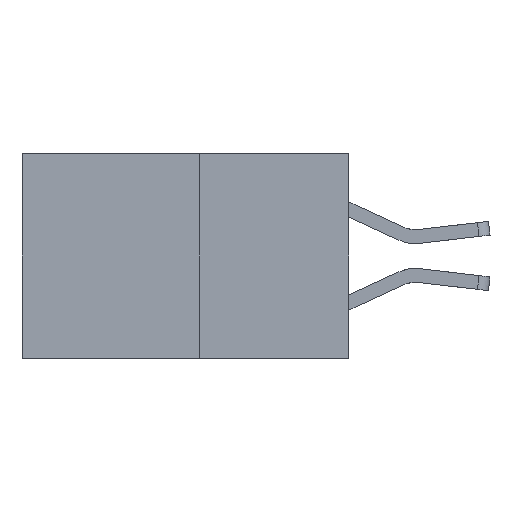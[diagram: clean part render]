
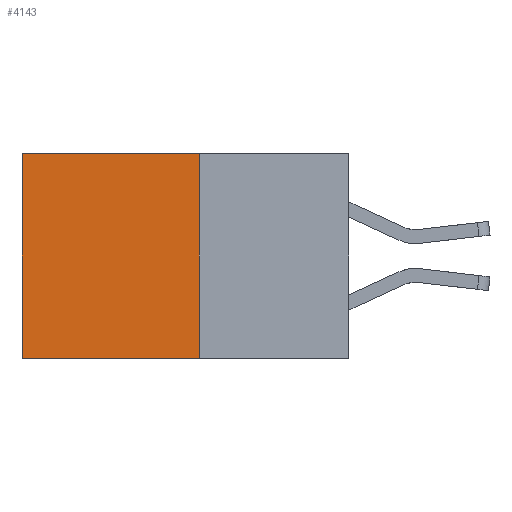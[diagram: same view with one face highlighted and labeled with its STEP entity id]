
A CAD part, left-side view. The second image highlights one B-rep face of the part: STEP entity #4143.
In plain terms, the highlighted planar face has unit normal (-1, 0, 0).
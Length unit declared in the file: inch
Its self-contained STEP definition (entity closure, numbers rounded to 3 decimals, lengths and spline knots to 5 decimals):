
#66 = FACE_OUTER_BOUND ( 'NONE', #1031, .T. ) ;
#127 = CARTESIAN_POINT ( 'NONE',  ( 0.277, 0.27, -0.37 ) ) ;
#613 = AXIS2_PLACEMENT_3D ( 'NONE', #8625, #6292, #8363 ) ;
#1031 = EDGE_LOOP ( 'NONE', ( #3001, #6547, #2800, #7852 ) ) ;
#1194 = CARTESIAN_POINT ( 'NONE',  ( 0.277, 0.59, 0. ) ) ;
#1212 = VECTOR ( 'NONE', #3050, 39.37008 ) ;
#1237 = CARTESIAN_POINT ( 'NONE',  ( 0.277, 0.27, 0. ) ) ;
#1630 = CARTESIAN_POINT ( 'NONE',  ( 0.277, 0.59, -0.37 ) ) ;
#2312 = VECTOR ( 'NONE', #7816, 39.37008 ) ;
#2367 = CARTESIAN_POINT ( 'NONE',  ( 0.277, 0.27, 0. ) ) ;
#2387 = EDGE_CURVE ( 'NONE', #4373, #2728, #4758, .T. ) ;
#2434 = LINE ( 'NONE', #127, #8115 ) ;
#2448 = EDGE_CURVE ( 'NONE', #5523, #2728, #6090, .T. ) ;
#2728 = VERTEX_POINT ( 'NONE', #7835 ) ;
#2742 = VECTOR ( 'NONE', #4152, 39.37008 ) ;
#2800 = ORIENTED_EDGE ( 'NONE', *, *, #8587, .F. ) ;
#3001 = ORIENTED_EDGE ( 'NONE', *, *, #2387, .T. ) ;
#3050 = DIRECTION ( 'NONE',  ( 0., 1., 0. ) ) ;
#3167 = CARTESIAN_POINT ( 'NONE',  ( 0.277, 0.27, -0.37 ) ) ;
#3401 = VERTEX_POINT ( 'NONE', #1237 ) ;
#4143 = ADVANCED_FACE ( 'NONE', ( #66 ), #5368, .F. ) ;
#4152 = DIRECTION ( 'NONE',  ( 0., 0., -1. ) ) ;
#4373 = VERTEX_POINT ( 'NONE', #1194 ) ;
#4758 = LINE ( 'NONE', #1630, #2742 ) ;
#5368 = PLANE ( 'NONE',  #613 ) ;
#5523 = VERTEX_POINT ( 'NONE', #3167 ) ;
#5744 = DIRECTION ( 'NONE',  ( 0., 0., -1. ) ) ;
#6090 = LINE ( 'NONE', #6223, #2312 ) ;
#6223 = CARTESIAN_POINT ( 'NONE',  ( 0.277, 0.27, -0.37 ) ) ;
#6292 = DIRECTION ( 'NONE',  ( 1., 0., 0. ) ) ;
#6547 = ORIENTED_EDGE ( 'NONE', *, *, #2448, .F. ) ;
#6751 = LINE ( 'NONE', #2367, #1212 ) ;
#7194 = EDGE_CURVE ( 'NONE', #3401, #4373, #6751, .T. ) ;
#7816 = DIRECTION ( 'NONE',  ( 0., 1., 0. ) ) ;
#7835 = CARTESIAN_POINT ( 'NONE',  ( 0.277, 0.59, -0.37 ) ) ;
#7852 = ORIENTED_EDGE ( 'NONE', *, *, #7194, .T. ) ;
#8115 = VECTOR ( 'NONE', #5744, 39.37008 ) ;
#8363 = DIRECTION ( 'NONE',  ( 0., 0., -1. ) ) ;
#8587 = EDGE_CURVE ( 'NONE', #3401, #5523, #2434, .T. ) ;
#8625 = CARTESIAN_POINT ( 'NONE',  ( 0.277, 0.27, -0.37 ) ) ;
